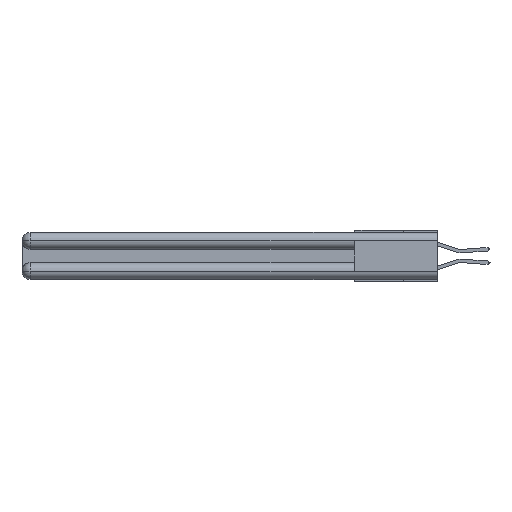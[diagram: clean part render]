
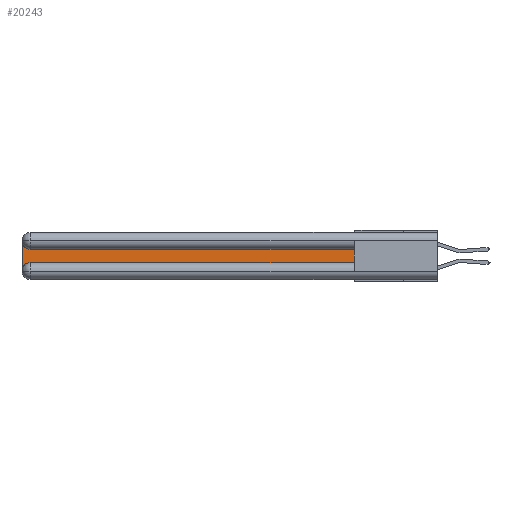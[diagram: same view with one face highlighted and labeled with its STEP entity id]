
A CAD part, left-side view. The second image highlights one B-rep face of the part: STEP entity #20243.
In plain terms, the highlighted planar face has unit normal (-1, 0, 0).
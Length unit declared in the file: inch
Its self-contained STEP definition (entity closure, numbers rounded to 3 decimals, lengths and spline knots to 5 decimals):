
#524 = CARTESIAN_POINT ( 'NONE',  ( 0.075, 2.94, -0.0625 ) ) ;
#840 = DIRECTION ( 'NONE',  ( 0., 0., 1. ) ) ;
#1423 = CARTESIAN_POINT ( 'NONE',  ( 0.075, 3., -0.2775 ) ) ;
#1792 = VERTEX_POINT ( 'NONE', #10486 ) ;
#2074 = CIRCLE ( 'NONE', #10933, 0.06 ) ;
#3963 = ORIENTED_EDGE ( 'NONE', *, *, #19219, .T. ) ;
#4346 = DIRECTION ( 'NONE',  ( 1., 0., 0. ) ) ;
#4370 = AXIS2_PLACEMENT_3D ( 'NONE', #27807, #13825, #7567 ) ;
#4885 = DIRECTION ( 'NONE',  ( 1., 0., 0. ) ) ;
#5043 = CARTESIAN_POINT ( 'NONE',  ( 0.075, 3., -0.2175 ) ) ;
#6190 = CARTESIAN_POINT ( 'NONE',  ( 0.075, 0.6, -0.1225 ) ) ;
#6367 = VECTOR ( 'NONE', #840, 39.37008 ) ;
#6679 = VERTEX_POINT ( 'NONE', #28940 ) ;
#7567 = DIRECTION ( 'NONE',  ( 0., 0., -1. ) ) ;
#7963 = LINE ( 'NONE', #5043, #12653 ) ;
#8508 = EDGE_LOOP ( 'NONE', ( #14734, #16419, #21861, #3963, #23187, #21030 ) ) ;
#8807 = CARTESIAN_POINT ( 'NONE',  ( 0.075, 0.6, -0.2175 ) ) ;
#10486 = CARTESIAN_POINT ( 'NONE',  ( 0.075, 3., -0.0625 ) ) ;
#10931 = CARTESIAN_POINT ( 'NONE',  ( 0.075, 0.6, -0.1225 ) ) ;
#10933 = AXIS2_PLACEMENT_3D ( 'NONE', #524, #4885, #18709 ) ;
#11673 = VERTEX_POINT ( 'NONE', #18872 ) ;
#12653 = VECTOR ( 'NONE', #26309, 39.37008 ) ;
#12734 = EDGE_CURVE ( 'NONE', #6679, #13709, #26757, .T. ) ;
#13067 = DIRECTION ( 'NONE',  ( 0., 1., 0. ) ) ;
#13630 = VERTEX_POINT ( 'NONE', #1423 ) ;
#13709 = VERTEX_POINT ( 'NONE', #8807 ) ;
#13825 = DIRECTION ( 'NONE',  ( 1., 0., 0. ) ) ;
#13860 = CARTESIAN_POINT ( 'NONE',  ( 0.075, 0.6, -0.2175 ) ) ;
#13947 = DIRECTION ( 'NONE',  ( 0., 0., -1. ) ) ;
#14032 = AXIS2_PLACEMENT_3D ( 'NONE', #18653, #4346, #13947 ) ;
#14639 = LINE ( 'NONE', #26376, #6367 ) ;
#14734 = ORIENTED_EDGE ( 'NONE', *, *, #28187, .T. ) ;
#15680 = VERTEX_POINT ( 'NONE', #10931 ) ;
#16419 = ORIENTED_EDGE ( 'NONE', *, *, #25151, .T. ) ;
#17733 = EDGE_CURVE ( 'NONE', #1792, #13630, #7963, .T. ) ;
#18456 = PLANE ( 'NONE',  #4370 ) ;
#18653 = CARTESIAN_POINT ( 'NONE',  ( 0.075, 2.94, -0.2775 ) ) ;
#18709 = DIRECTION ( 'NONE',  ( 0., 0., -1. ) ) ;
#18872 = CARTESIAN_POINT ( 'NONE',  ( 0.075, 2.94, -0.1225 ) ) ;
#19219 = EDGE_CURVE ( 'NONE', #13630, #6679, #24606, .T. ) ;
#19328 = VECTOR ( 'NONE', #13067, 39.37008 ) ;
#20243 = ADVANCED_FACE ( 'NONE', ( #24910 ), #18456, .F. ) ;
#20425 = DIRECTION ( 'NONE',  ( 0., -1., 0. ) ) ;
#21030 = ORIENTED_EDGE ( 'NONE', *, *, #26590, .T. ) ;
#21861 = ORIENTED_EDGE ( 'NONE', *, *, #17733, .T. ) ;
#22762 = VECTOR ( 'NONE', #20425, 39.37008 ) ;
#23187 = ORIENTED_EDGE ( 'NONE', *, *, #12734, .T. ) ;
#24606 = CIRCLE ( 'NONE', #14032, 0.06 ) ;
#24910 = FACE_OUTER_BOUND ( 'NONE', #8508, .T. ) ;
#25151 = EDGE_CURVE ( 'NONE', #11673, #1792, #2074, .T. ) ;
#25530 = LINE ( 'NONE', #6190, #19328 ) ;
#26309 = DIRECTION ( 'NONE',  ( 0., 0., -1. ) ) ;
#26376 = CARTESIAN_POINT ( 'NONE',  ( 0.075, 0.6, -0.2175 ) ) ;
#26590 = EDGE_CURVE ( 'NONE', #13709, #15680, #14639, .T. ) ;
#26757 = LINE ( 'NONE', #13860, #22762 ) ;
#27807 = CARTESIAN_POINT ( 'NONE',  ( 0.075, 3., -0.1225 ) ) ;
#28187 = EDGE_CURVE ( 'NONE', #15680, #11673, #25530, .T. ) ;
#28940 = CARTESIAN_POINT ( 'NONE',  ( 0.075, 2.94, -0.2175 ) ) ;
